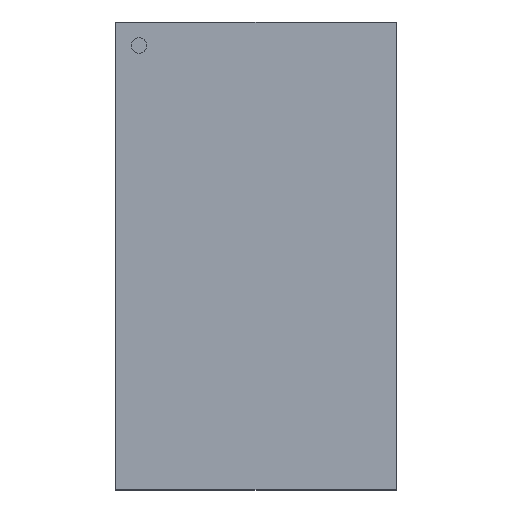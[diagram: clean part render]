
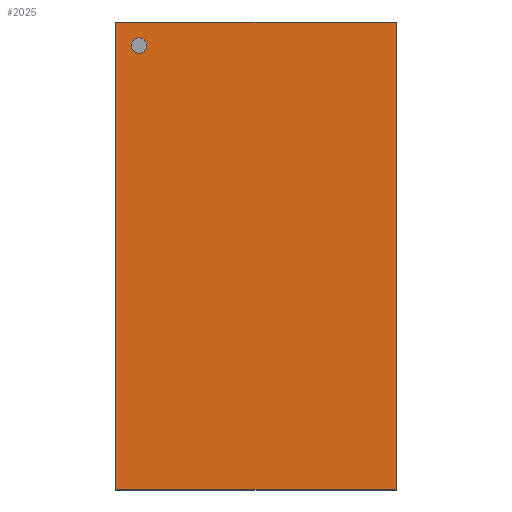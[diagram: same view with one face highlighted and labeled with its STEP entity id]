
A CAD part, top view. The second image highlights one B-rep face of the part: STEP entity #2025.
In plain terms, the highlighted planar face has unit normal (0, 0, 1).
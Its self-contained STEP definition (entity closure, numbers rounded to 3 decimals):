
#533=LINE('',#3465,#545);
#536=LINE('',#3471,#548);
#539=LINE('',#3477,#551);
#542=LINE('',#3481,#554);
#545=VECTOR('',#2741,1.);
#548=VECTOR('',#2746,1.);
#551=VECTOR('',#2751,1.);
#554=VECTOR('',#2756,1.);
#561=PLANE('',#2381);
#565=FACE_BOUND('',#757,.T.);
#574=FACE_OUTER_BOUND('',#756,.T.);
#756=EDGE_LOOP('',(#1667,#1668,#1669,#1670));
#757=EDGE_LOOP('',(#1671));
#932=CIRCLE('',#2373,0.25);
#1106=VERTEX_POINT('',#3453);
#1110=VERTEX_POINT('',#3462);
#1111=VERTEX_POINT('',#3464);
#1113=VERTEX_POINT('',#3470);
#1115=VERTEX_POINT('',#3476);
#1458=EDGE_CURVE('',#1106,#1106,#932,.T.);
#1462=EDGE_CURVE('',#1111,#1110,#533,.T.);
#1465=EDGE_CURVE('',#1113,#1111,#536,.T.);
#1468=EDGE_CURVE('',#1115,#1113,#539,.T.);
#1471=EDGE_CURVE('',#1110,#1115,#542,.T.);
#1667=ORIENTED_EDGE('',*,*,#1471,.T.);
#1668=ORIENTED_EDGE('',*,*,#1468,.T.);
#1669=ORIENTED_EDGE('',*,*,#1465,.T.);
#1670=ORIENTED_EDGE('',*,*,#1462,.T.);
#1671=ORIENTED_EDGE('',*,*,#1458,.T.);
#2025=ADVANCED_FACE('',(#574,#565),#561,.T.);
#2373=AXIS2_PLACEMENT_3D('',#3454,#2731,#2732);
#2381=AXIS2_PLACEMENT_3D('',#3483,#2759,#2760);
#2731=DIRECTION('center_axis',(0.,0.,-1.));
#2732=DIRECTION('ref_axis',(-1.,0.,0.));
#2741=DIRECTION('',(0.,-1.,0.));
#2746=DIRECTION('',(-1.,0.,0.));
#2751=DIRECTION('',(0.,1.,0.));
#2756=DIRECTION('',(1.,0.,0.));
#2759=DIRECTION('center_axis',(0.,0.,1.));
#2760=DIRECTION('ref_axis',(1.,0.,0.));
#3453=CARTESIAN_POINT('',(-3.5,6.75,1.69));
#3454=CARTESIAN_POINT('Origin',(-3.75,6.75,1.69));
#3462=CARTESIAN_POINT('',(-4.5,-7.5,1.69));
#3464=CARTESIAN_POINT('',(-4.5,7.5,1.69));
#3465=CARTESIAN_POINT('',(-4.5,-7.5,1.69));
#3470=CARTESIAN_POINT('',(4.5,7.5,1.69));
#3471=CARTESIAN_POINT('',(-4.5,7.5,1.69));
#3476=CARTESIAN_POINT('',(4.5,-7.5,1.69));
#3477=CARTESIAN_POINT('',(4.5,7.5,1.69));
#3481=CARTESIAN_POINT('',(4.5,-7.5,1.69));
#3483=CARTESIAN_POINT('Origin',(0.,0.,1.69));
